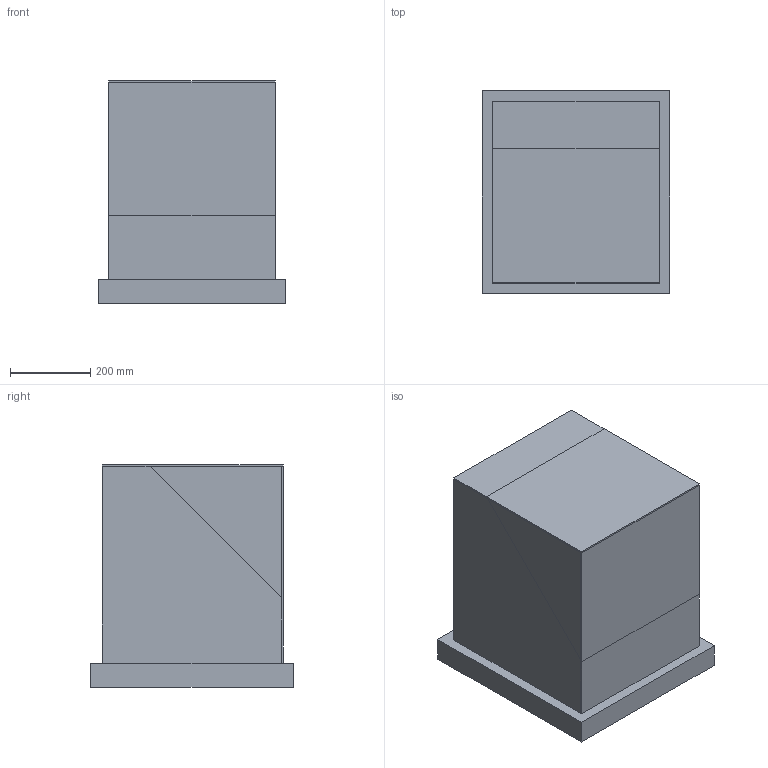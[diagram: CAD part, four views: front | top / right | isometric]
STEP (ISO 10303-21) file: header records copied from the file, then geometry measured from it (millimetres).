
FILE_DESCRIPTION(/* description */ (''),/* implementation_level */ '2;1');
FILE_NAME(/* name */ 'HEDY-P~1',/* time_stamp */ '2018-09-18T16:18:30+02:00',/* author */ (''),/* organization */ (''),/* preprocessor_version */ 'ST-DEVELOPER v15',/* originating_system */ '',/* authorisation */ '');
FILE_SCHEMA (('AUTOMOTIVE_DESIGN'));
Length unit declared in the file: millimetre
Products named in the file (1): Document
Bounding box: 467.26 x 505.24 x 554 mm (x, y, z)
Volume: 23984011.2 mm3; surface area: 3685608.1 mm2
Topology: 26 solids, 26 shells, 164 faces, 338 edges, 226 vertices
Faces by surface type: plane 160, bspline 4
Entity records: 3771 total; most frequent: CARTESIAN_POINT 1133, ORIENTED_EDGE 672, EDGE_CURVE 336, B_SPLINE_CURVE_WITH_KNOTS 326, VERTEX_POINT 224, DIRECTION 166, ADVANCED_FACE 164, FACE_OUTER_BOUND 164
